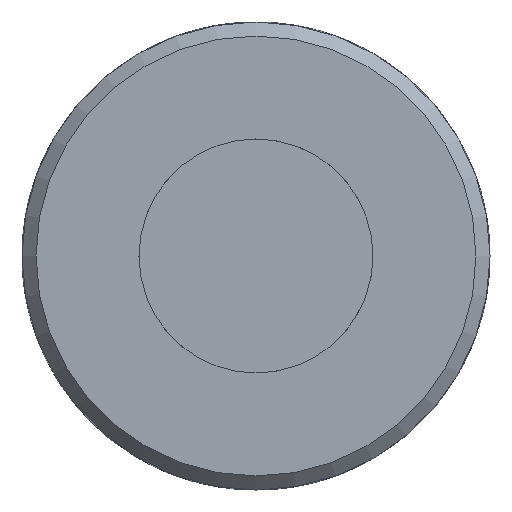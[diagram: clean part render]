
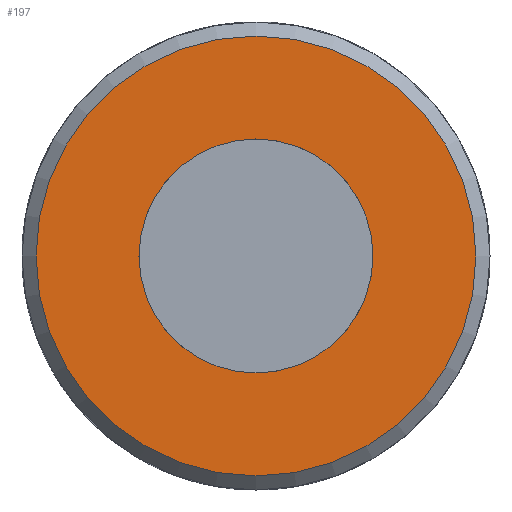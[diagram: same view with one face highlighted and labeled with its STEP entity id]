
A CAD part, left-side view. The second image highlights one B-rep face of the part: STEP entity #197.
In plain terms, the highlighted planar face has unit normal (-1, 0, 0).
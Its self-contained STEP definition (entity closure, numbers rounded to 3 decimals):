
#197 = ADVANCED_FACE( '', ( #421, #422 ), #423, .T. );
#421 = FACE_BOUND( '', #709, .T. );
#422 = FACE_OUTER_BOUND( '', #710, .T. );
#423 = PLANE( '', #711 );
#709 = EDGE_LOOP( '', ( #1051 ) );
#710 = EDGE_LOOP( '', ( #1052 ) );
#711 = AXIS2_PLACEMENT_3D( '', #1053, #1054, #1055 );
#1051 = ORIENTED_EDGE( '', *, *, #1562, .T. );
#1052 = ORIENTED_EDGE( '', *, *, #1563, .F. );
#1053 = CARTESIAN_POINT( '', ( 0., 23.5, 0. ) );
#1054 = DIRECTION( '', ( -1., 0., 0. ) );
#1055 = DIRECTION( '', ( 0., 0., 1. ) );
#1562 = EDGE_CURVE( '', #1816, #1816, #1817, .T. );
#1563 = EDGE_CURVE( '', #1818, #1818, #1819, .T. );
#1816 = VERTEX_POINT( '', #2615 );
#1817 = CIRCLE( '', #2616, 12.5 );
#1818 = VERTEX_POINT( '', #2617 );
#1819 = CIRCLE( '', #2618, 23.5 );
#2615 = CARTESIAN_POINT( '', ( 0., 0., -12.5 ) );
#2616 = AXIS2_PLACEMENT_3D( '', #3419, #3420, #3421 );
#2617 = CARTESIAN_POINT( '', ( 0., 0., -23.5 ) );
#2618 = AXIS2_PLACEMENT_3D( '', #3422, #3423, #3424 );
#3419 = CARTESIAN_POINT( '', ( 0., 0., 0. ) );
#3420 = DIRECTION( '', ( 1., 0., 0. ) );
#3421 = DIRECTION( '', ( 0., 0., -1. ) );
#3422 = CARTESIAN_POINT( '', ( 0., 0., 0. ) );
#3423 = DIRECTION( '', ( 1., 0., 0. ) );
#3424 = DIRECTION( '', ( 0., 0., -1. ) );
